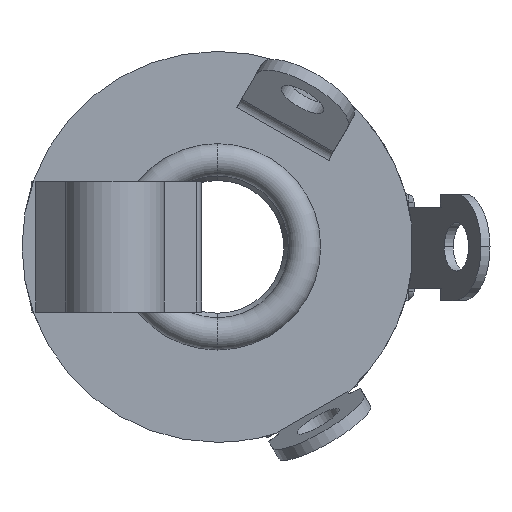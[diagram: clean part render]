
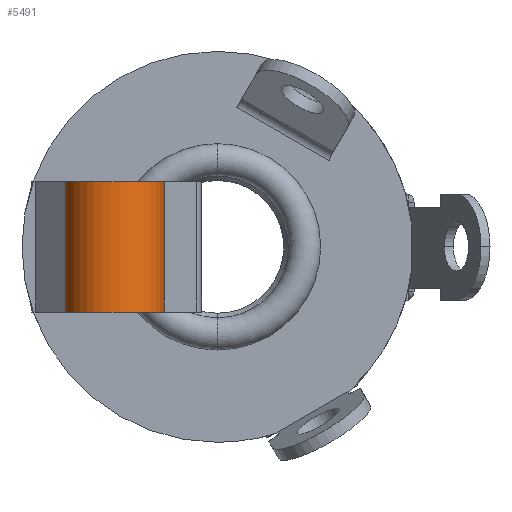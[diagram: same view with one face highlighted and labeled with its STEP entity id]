
A CAD part, left-side view. The second image highlights one B-rep face of the part: STEP entity #5491.
In plain terms, the highlighted cylindrical face has radius 2.421 mm (diameter 4.841 mm), a partial arc.
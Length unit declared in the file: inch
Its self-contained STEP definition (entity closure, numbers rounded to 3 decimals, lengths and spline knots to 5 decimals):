
#253 = EDGE_CURVE ( 'NONE', #6617, #387, #5429, .T. ) ;
#307 = EDGE_CURVE ( 'NONE', #387, #4476, #5452, .T. ) ;
#325 = DIRECTION ( 'NONE',  ( 0., 0., -1. ) ) ;
#341 = EDGE_CURVE ( 'NONE', #2274, #6617, #5549, .T. ) ;
#343 = DIRECTION ( 'NONE',  ( 0., 0., 1. ) ) ;
#387 = VERTEX_POINT ( 'NONE', #1377 ) ;
#417 = DIRECTION ( 'NONE',  ( 1., 0., 0. ) ) ;
#436 = ORIENTED_EDGE ( 'NONE', *, *, #5403, .F. ) ;
#452 = ORIENTED_EDGE ( 'NONE', *, *, #307, .T. ) ;
#490 = CYLINDRICAL_SURFACE ( 'NONE', #7757, 0.0953 ) ;
#495 = CARTESIAN_POINT ( 'NONE',  ( -0.8827, 0.19695, 0.125 ) ) ;
#509 = CARTESIAN_POINT ( 'NONE',  ( -0.8827, 0.19695, -0.125 ) ) ;
#844 = DIRECTION ( 'NONE',  ( 1., 0., 0. ) ) ;
#1377 = CARTESIAN_POINT ( 'NONE',  ( -0.87356, 0.10209, 0.125 ) ) ;
#1634 = CARTESIAN_POINT ( 'NONE',  ( -0.89183, 0.29181, -0.125 ) ) ;
#1692 = AXIS2_PLACEMENT_3D ( 'NONE', #509, #343, #844 ) ;
#2255 = CARTESIAN_POINT ( 'NONE',  ( -0.87356, 0.10209, -0.125 ) ) ;
#2274 = VERTEX_POINT ( 'NONE', #1634 ) ;
#2529 = LINE ( 'NONE', #6154, #2655 ) ;
#2562 = ORIENTED_EDGE ( 'NONE', *, *, #253, .T. ) ;
#2655 = VECTOR ( 'NONE', #6137, 39.37008 ) ;
#2875 = FACE_OUTER_BOUND ( 'NONE', #6662, .T. ) ;
#2942 = CARTESIAN_POINT ( 'NONE',  ( -0.89183, 0.29181, 0.125 ) ) ;
#3548 = CARTESIAN_POINT ( 'NONE',  ( -0.87356, 0.10209, 0. ) ) ;
#3578 = DIRECTION ( 'NONE',  ( 0., 0., 1. ) ) ;
#4476 = VERTEX_POINT ( 'NONE', #2942 ) ;
#4658 = ORIENTED_EDGE ( 'NONE', *, *, #341, .T. ) ;
#5403 = EDGE_CURVE ( 'NONE', #2274, #4476, #2529, .T. ) ;
#5429 = LINE ( 'NONE', #3548, #5455 ) ;
#5452 = CIRCLE ( 'NONE', #7687, 0.0953 ) ;
#5455 = VECTOR ( 'NONE', #3578, 39.37008 ) ;
#5491 = ADVANCED_FACE ( 'NONE', ( #2875 ), #490, .T. ) ;
#5549 = CIRCLE ( 'NONE', #1692, 0.0953 ) ;
#6137 = DIRECTION ( 'NONE',  ( 0., 0., 1. ) ) ;
#6154 = CARTESIAN_POINT ( 'NONE',  ( -0.89183, 0.29181, 0. ) ) ;
#6560 = DIRECTION ( 'NONE',  ( 1., 0., 0. ) ) ;
#6617 = VERTEX_POINT ( 'NONE', #2255 ) ;
#6620 = CARTESIAN_POINT ( 'NONE',  ( -0.8827, 0.19695, -0.13 ) ) ;
#6647 = DIRECTION ( 'NONE',  ( 0., 0., 1. ) ) ;
#6662 = EDGE_LOOP ( 'NONE', ( #4658, #2562, #452, #436 ) ) ;
#7687 = AXIS2_PLACEMENT_3D ( 'NONE', #495, #325, #417 ) ;
#7757 = AXIS2_PLACEMENT_3D ( 'NONE', #6620, #6647, #6560 ) ;
